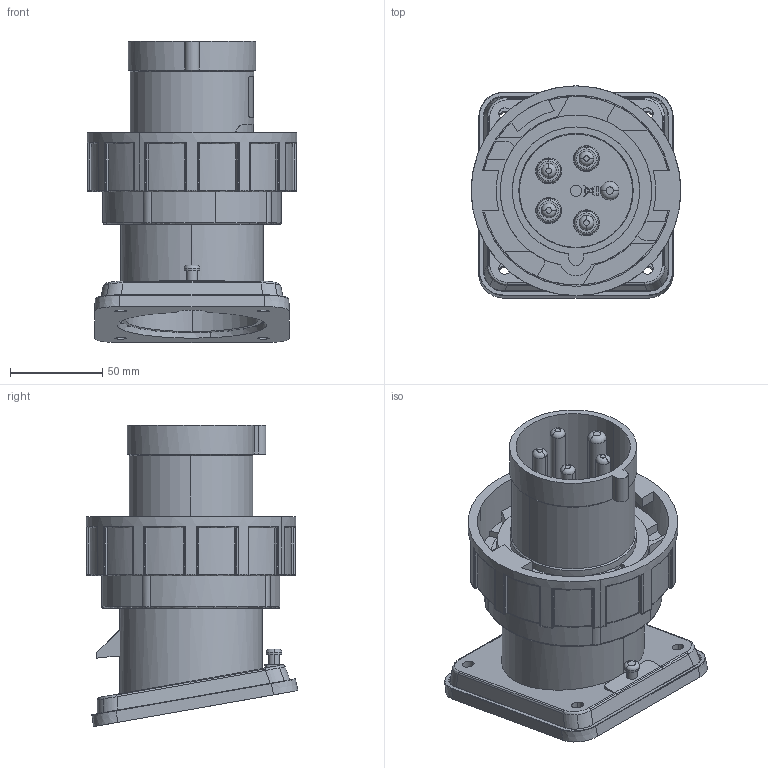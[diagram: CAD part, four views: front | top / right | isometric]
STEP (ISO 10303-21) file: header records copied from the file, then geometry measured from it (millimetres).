
FILE_DESCRIPTION (( 'STEP AP203' ), '1' );
FILE_NAME ('BRY560B9W.step', '2022-08-17T19:38:58', ( '' ), ( '' ), 'SwSTEP 2.0', 'SolidWorks 2021', '' );
FILE_SCHEMA (( 'CONFIG_CONTROL_DESIGN' ));
Length unit declared in the file: millimetre
Products named in the file (1): BRY560B9W
Bounding box: 113.5 x 114.7 x 163.03 mm (x, y, z)
Volume: 450322.9 mm3; surface area: 155805.9 mm2
Topology: 1 solids, 1 shells, 1547 faces, 4176 edges, 2657 vertices
Faces by surface type: plane 704, cylinder 553, torus 160, cone 88, sphere 32, bspline 10
Entity records: 52017 total; most frequent: CARTESIAN_POINT 14357, ORIENTED_EDGE 8272, DIRECTION 7654, EDGE_CURVE 4136, AXIS2_PLACEMENT_3D 2804, VERTEX_POINT 2649, VECTOR 2046, LINE 2046
